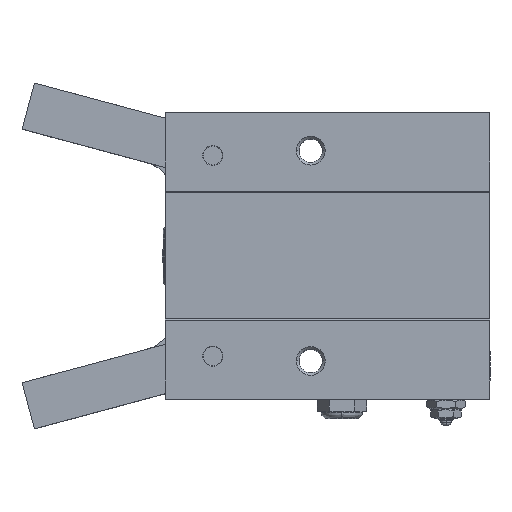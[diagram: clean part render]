
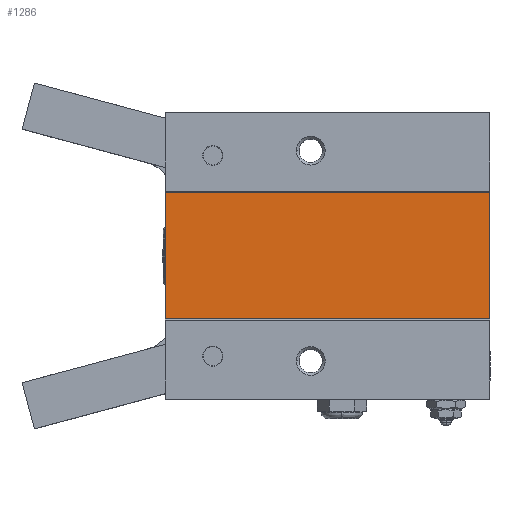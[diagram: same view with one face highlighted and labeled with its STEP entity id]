
A CAD part, top view. The second image highlights one B-rep face of the part: STEP entity #1286.
In plain terms, the highlighted planar face has unit normal (0, 0, 1).
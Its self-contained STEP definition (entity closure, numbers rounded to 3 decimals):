
#430 = VECTOR ( 'NONE', #1227, 1000. ) ;
#467 = DIRECTION ( 'NONE',  ( 0., 1., 0. ) ) ;
#489 = ORIENTED_EDGE ( 'NONE', *, *, #1356, .T. ) ;
#731 = ORIENTED_EDGE ( 'NONE', *, *, #8950, .T. ) ;
#949 = DIRECTION ( 'NONE',  ( -1., 0., 0. ) ) ;
#1227 = DIRECTION ( 'NONE',  ( 1., 0., 0. ) ) ;
#1286 = ADVANCED_FACE ( 'NONE', ( #5868 ), #2557, .T. ) ;
#1356 = EDGE_CURVE ( 'NONE', #7607, #2533, #9270, .T. ) ;
#1414 = CARTESIAN_POINT ( 'NONE',  ( -68., -13.2, 19.7 ) ) ;
#1853 = DIRECTION ( 'NONE',  ( 1., 0., 0. ) ) ;
#1978 = CARTESIAN_POINT ( 'NONE',  ( 0., -13.2, 19.7 ) ) ;
#2209 = CARTESIAN_POINT ( 'NONE',  ( -68., 13.2, 19.7 ) ) ;
#2533 = VERTEX_POINT ( 'NONE', #8332 ) ;
#2557 = PLANE ( 'NONE',  #5690 ) ;
#2619 = VERTEX_POINT ( 'NONE', #7666 ) ;
#2642 = ORIENTED_EDGE ( 'NONE', *, *, #5128, .T. ) ;
#3144 = VECTOR ( 'NONE', #7293, 1000. ) ;
#4192 = LINE ( 'NONE', #8451, #8027 ) ;
#4332 = ORIENTED_EDGE ( 'NONE', *, *, #5991, .T. ) ;
#4757 = CARTESIAN_POINT ( 'NONE',  ( 0., 13.2, 19.7 ) ) ;
#5128 = EDGE_CURVE ( 'NONE', #2619, #7607, #4192, .T. ) ;
#5505 = CARTESIAN_POINT ( 'NONE',  ( 0., 13.2, 19.7 ) ) ;
#5690 = AXIS2_PLACEMENT_3D ( 'NONE', #4757, #6208, #1853 ) ;
#5868 = FACE_OUTER_BOUND ( 'NONE', #6498, .T. ) ;
#5991 = EDGE_CURVE ( 'NONE', #2533, #6495, #7217, .T. ) ;
#6069 = CARTESIAN_POINT ( 'NONE',  ( 0., 13.2, 19.7 ) ) ;
#6208 = DIRECTION ( 'NONE',  ( 0., 0., 1. ) ) ;
#6246 = LINE ( 'NONE', #1978, #430 ) ;
#6495 = VERTEX_POINT ( 'NONE', #1414 ) ;
#6498 = EDGE_LOOP ( 'NONE', ( #2642, #489, #4332, #731 ) ) ;
#6873 = VECTOR ( 'NONE', #949, 1000. ) ;
#7217 = LINE ( 'NONE', #2209, #3144 ) ;
#7293 = DIRECTION ( 'NONE',  ( 0., -1., 0. ) ) ;
#7607 = VERTEX_POINT ( 'NONE', #5505 ) ;
#7666 = CARTESIAN_POINT ( 'NONE',  ( 0., -13.2, 19.7 ) ) ;
#8027 = VECTOR ( 'NONE', #467, 1000. ) ;
#8332 = CARTESIAN_POINT ( 'NONE',  ( -68., 13.2, 19.7 ) ) ;
#8451 = CARTESIAN_POINT ( 'NONE',  ( 0., 13.2, 19.7 ) ) ;
#8950 = EDGE_CURVE ( 'NONE', #6495, #2619, #6246, .T. ) ;
#9270 = LINE ( 'NONE', #6069, #6873 ) ;
